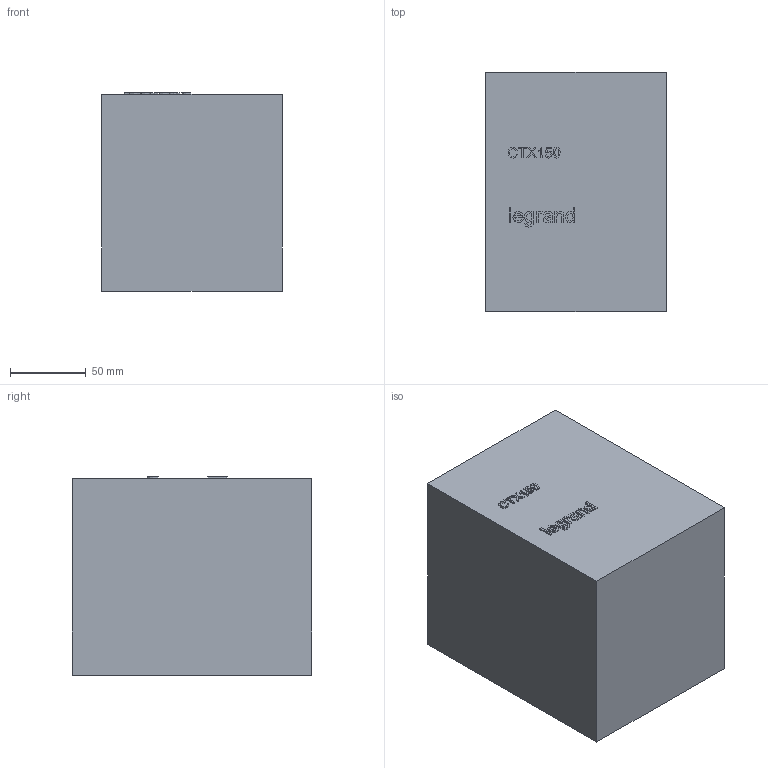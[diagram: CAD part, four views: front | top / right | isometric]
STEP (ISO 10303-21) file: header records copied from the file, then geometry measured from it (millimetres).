
FILE_DESCRIPTION(/* description */ (''),/* implementation_level */ '2;1');
FILE_NAME(/* name */ '416266.step',/* time_stamp */ '2018-06-19T23:09:14+03:00',/* author */ (''),/* organization */ (''),/* preprocessor_version */ 'ST-DEVELOPER v17',/* originating_system */ 'Autodesk Translation Framework v7.1.0.215',/* authorisation */ '');
FILE_SCHEMA (('AUTOMOTIVE_DESIGN { 1 0 10303 214 3 1 1 }'));
Length unit declared in the file: millimetre
Products named in the file (1): 416266
Bounding box: 119 x 158 x 131 mm (x, y, z)
Volume: 2444488.5 mm3; surface area: 110524.8 mm2
Topology: 14 solids, 14 shells, 258 faces, 690 edges, 460 vertices
Faces by surface type: plane 258
Entity records: 7914 total; most frequent: CARTESIAN_POINT 1409, ORIENTED_EDGE 1380, DIRECTION 1208, LINE 690, VECTOR 690, EDGE_CURVE 690, VERTEX_POINT 460, EDGE_LOOP 268
